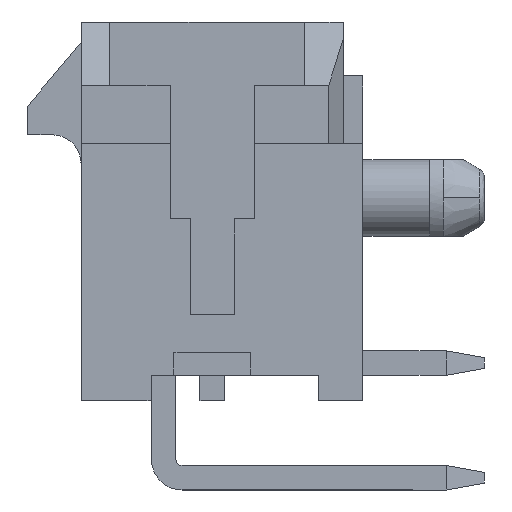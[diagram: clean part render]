
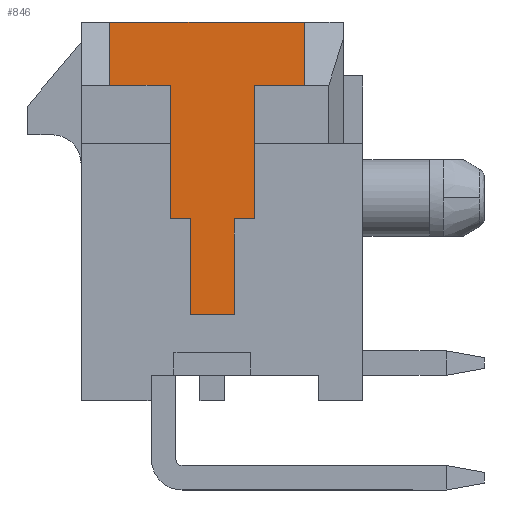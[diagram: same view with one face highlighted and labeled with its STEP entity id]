
A CAD part, left-side view. The second image highlights one B-rep face of the part: STEP entity #846.
In plain terms, the highlighted planar face has unit normal (-1, 0, 0).
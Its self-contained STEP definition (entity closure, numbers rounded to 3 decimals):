
#39 = CARTESIAN_POINT ( 'NONE',  ( -3.44, 4.515, -0.55 ) ) ;
#104 = DIRECTION ( 'NONE',  ( 0., 1., 0. ) ) ;
#218 = VERTEX_POINT ( 'NONE', #4783 ) ;
#315 = CARTESIAN_POINT ( 'NONE',  ( -3.44, 1.53, 2.95 ) ) ;
#340 = LINE ( 'NONE', #7742, #3214 ) ;
#400 = CARTESIAN_POINT ( 'NONE',  ( -3.44, 6.62, 2.95 ) ) ;
#438 = LINE ( 'NONE', #630, #4940 ) ;
#630 = CARTESIAN_POINT ( 'NONE',  ( -3.44, 2.84, -0.55 ) ) ;
#739 = DIRECTION ( 'NONE',  ( 0., 0., -1. ) ) ;
#773 = DIRECTION ( 'NONE',  ( 0., 0., -1. ) ) ;
#840 = ORIENTED_EDGE ( 'NONE', *, *, #852, .F. ) ;
#846 = ADVANCED_FACE ( 'NONE', ( #6402 ), #7266, .F. ) ;
#850 = VERTEX_POINT ( 'NONE', #6629 ) ;
#852 = EDGE_CURVE ( 'NONE', #8337, #218, #4460, .T. ) ;
#1145 = DIRECTION ( 'NONE',  ( 0., 1., 0. ) ) ;
#1338 = EDGE_CURVE ( 'NONE', #5118, #3895, #2528, .T. ) ;
#1352 = CARTESIAN_POINT ( 'NONE',  ( -3.44, 5.04, -0.55 ) ) ;
#1374 = ORIENTED_EDGE ( 'NONE', *, *, #3788, .F. ) ;
#1410 = ORIENTED_EDGE ( 'NONE', *, *, #4669, .F. ) ;
#1454 = VECTOR ( 'NONE', #1145, 1000. ) ;
#1476 = ORIENTED_EDGE ( 'NONE', *, *, #5322, .F. ) ;
#1569 = LINE ( 'NONE', #2632, #8314 ) ;
#1740 = VERTEX_POINT ( 'NONE', #2899 ) ;
#1774 = VERTEX_POINT ( 'NONE', #315 ) ;
#1875 = VECTOR ( 'NONE', #739, 1000. ) ;
#2016 = VECTOR ( 'NONE', #3294, 1000. ) ;
#2055 = CARTESIAN_POINT ( 'NONE',  ( -3.44, 3.365, -0.55 ) ) ;
#2353 = EDGE_LOOP ( 'NONE', ( #6340, #1476, #3263, #3870, #1410, #6962, #1374, #840, #8316, #6548, #6745, #7296 ) ) ;
#2513 = DIRECTION ( 'NONE',  ( 0., 0., -1. ) ) ;
#2528 = LINE ( 'NONE', #5762, #3440 ) ;
#2632 = CARTESIAN_POINT ( 'NONE',  ( -3.44, 4.515, -3.05 ) ) ;
#2767 = CARTESIAN_POINT ( 'NONE',  ( -3.44, 3.365, -0.55 ) ) ;
#2771 = VERTEX_POINT ( 'NONE', #2767 ) ;
#2899 = CARTESIAN_POINT ( 'NONE',  ( -3.44, 6.62, 2.95 ) ) ;
#2925 = LINE ( 'NONE', #8193, #4960 ) ;
#3056 = CARTESIAN_POINT ( 'NONE',  ( -3.44, 5.04, 2.95 ) ) ;
#3101 = EDGE_CURVE ( 'NONE', #3955, #1774, #340, .T. ) ;
#3131 = EDGE_CURVE ( 'NONE', #3895, #2771, #438, .T. ) ;
#3214 = VECTOR ( 'NONE', #6999, 1000. ) ;
#3263 = ORIENTED_EDGE ( 'NONE', *, *, #3101, .F. ) ;
#3265 = EDGE_CURVE ( 'NONE', #2771, #850, #3723, .T. ) ;
#3294 = DIRECTION ( 'NONE',  ( 0., 1., 0. ) ) ;
#3408 = CARTESIAN_POINT ( 'NONE',  ( -3.44, 1.53, 4.6 ) ) ;
#3440 = VECTOR ( 'NONE', #2513, 1000. ) ;
#3723 = LINE ( 'NONE', #2055, #1875 ) ;
#3788 = EDGE_CURVE ( 'NONE', #218, #4809, #6465, .T. ) ;
#3870 = ORIENTED_EDGE ( 'NONE', *, *, #5167, .F. ) ;
#3895 = VERTEX_POINT ( 'NONE', #5889 ) ;
#3948 = CARTESIAN_POINT ( 'NONE',  ( -3.44, 6.62, 4.6 ) ) ;
#3951 = EDGE_CURVE ( 'NONE', #850, #5696, #7083, .T. ) ;
#3955 = VERTEX_POINT ( 'NONE', #3408 ) ;
#4015 = VECTOR ( 'NONE', #4582, 1000. ) ;
#4249 = DIRECTION ( 'NONE',  ( 0., 1., 0. ) ) ;
#4411 = EDGE_CURVE ( 'NONE', #5696, #8337, #1569, .T. ) ;
#4460 = LINE ( 'NONE', #39, #2016 ) ;
#4582 = DIRECTION ( 'NONE',  ( 0., 0., 1. ) ) ;
#4669 = EDGE_CURVE ( 'NONE', #1740, #8104, #5600, .T. ) ;
#4692 = CARTESIAN_POINT ( 'NONE',  ( -3.44, 6.62, -3.15 ) ) ;
#4751 = CARTESIAN_POINT ( 'NONE',  ( -3.44, 7.37, 4.6 ) ) ;
#4783 = CARTESIAN_POINT ( 'NONE',  ( -3.44, 5.04, -0.55 ) ) ;
#4809 = VERTEX_POINT ( 'NONE', #3056 ) ;
#4914 = LINE ( 'NONE', #400, #1454 ) ;
#4940 = VECTOR ( 'NONE', #6508, 1000. ) ;
#4960 = VECTOR ( 'NONE', #4249, 1000. ) ;
#5118 = VERTEX_POINT ( 'NONE', #6619 ) ;
#5167 = EDGE_CURVE ( 'NONE', #8104, #3955, #8355, .T. ) ;
#5322 = EDGE_CURVE ( 'NONE', #1774, #5118, #2925, .T. ) ;
#5337 = VECTOR ( 'NONE', #104, 1000. ) ;
#5600 = LINE ( 'NONE', #7488, #7850 ) ;
#5696 = VERTEX_POINT ( 'NONE', #6639 ) ;
#5762 = CARTESIAN_POINT ( 'NONE',  ( -3.44, 2.84, 2.95 ) ) ;
#5889 = CARTESIAN_POINT ( 'NONE',  ( -3.44, 2.84, -0.55 ) ) ;
#5956 = DIRECTION ( 'NONE',  ( 1., 0., 0. ) ) ;
#6052 = AXIS2_PLACEMENT_3D ( 'NONE', #3948, #5956, #773 ) ;
#6096 = DIRECTION ( 'NONE',  ( 0., -1., 0. ) ) ;
#6340 = ORIENTED_EDGE ( 'NONE', *, *, #1338, .F. ) ;
#6353 = CARTESIAN_POINT ( 'NONE',  ( -3.44, 4.515, -0.55 ) ) ;
#6402 = FACE_OUTER_BOUND ( 'NONE', #2353, .T. ) ;
#6465 = LINE ( 'NONE', #1352, #4015 ) ;
#6508 = DIRECTION ( 'NONE',  ( 0., 1., 0. ) ) ;
#6548 = ORIENTED_EDGE ( 'NONE', *, *, #3951, .F. ) ;
#6619 = CARTESIAN_POINT ( 'NONE',  ( -3.44, 2.84, 2.95 ) ) ;
#6629 = CARTESIAN_POINT ( 'NONE',  ( -3.44, 3.365, -3.15 ) ) ;
#6639 = CARTESIAN_POINT ( 'NONE',  ( -3.44, 4.515, -3.15 ) ) ;
#6745 = ORIENTED_EDGE ( 'NONE', *, *, #3265, .F. ) ;
#6772 = CARTESIAN_POINT ( 'NONE',  ( -3.44, 6.62, 4.6 ) ) ;
#6962 = ORIENTED_EDGE ( 'NONE', *, *, #7145, .F. ) ;
#6999 = DIRECTION ( 'NONE',  ( 0., 0., -1. ) ) ;
#7083 = LINE ( 'NONE', #4692, #5337 ) ;
#7145 = EDGE_CURVE ( 'NONE', #4809, #1740, #4914, .T. ) ;
#7266 = PLANE ( 'NONE',  #6052 ) ;
#7296 = ORIENTED_EDGE ( 'NONE', *, *, #3131, .F. ) ;
#7488 = CARTESIAN_POINT ( 'NONE',  ( -3.44, 6.62, 4.6 ) ) ;
#7542 = DIRECTION ( 'NONE',  ( 0., 0., 1. ) ) ;
#7742 = CARTESIAN_POINT ( 'NONE',  ( -3.44, 1.53, 4.6 ) ) ;
#7843 = VECTOR ( 'NONE', #6096, 1000. ) ;
#7850 = VECTOR ( 'NONE', #7542, 1000. ) ;
#7860 = DIRECTION ( 'NONE',  ( 0., 0., 1. ) ) ;
#8104 = VERTEX_POINT ( 'NONE', #6772 ) ;
#8193 = CARTESIAN_POINT ( 'NONE',  ( -3.44, 6.62, 2.95 ) ) ;
#8314 = VECTOR ( 'NONE', #7860, 1000. ) ;
#8316 = ORIENTED_EDGE ( 'NONE', *, *, #4411, .F. ) ;
#8337 = VERTEX_POINT ( 'NONE', #6353 ) ;
#8355 = LINE ( 'NONE', #4751, #7843 ) ;
